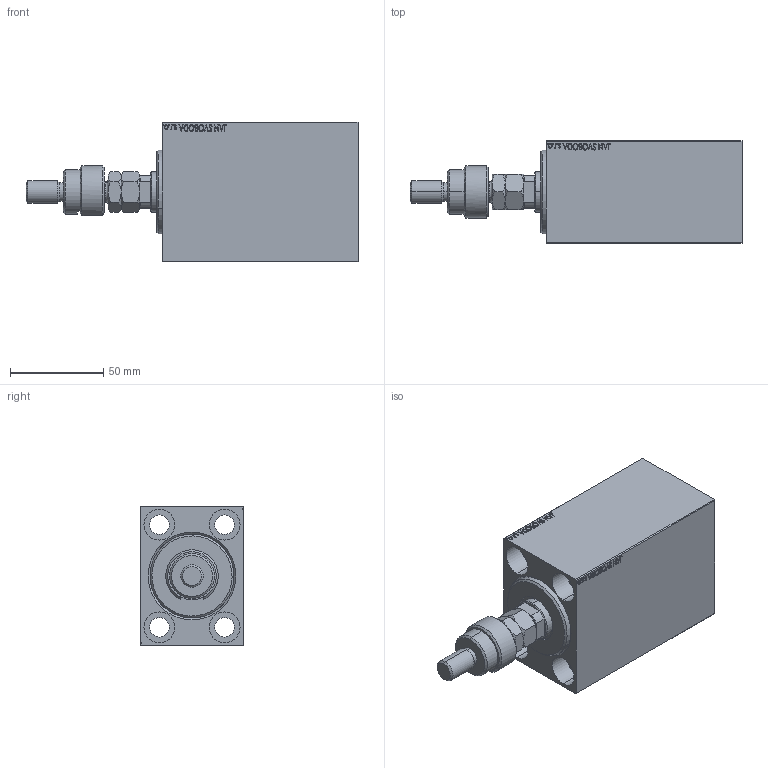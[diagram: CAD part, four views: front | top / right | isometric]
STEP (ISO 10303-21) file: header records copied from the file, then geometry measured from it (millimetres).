
FILE_DESCRIPTION (( 'STEP AP203' ), '1' );
FILE_NAME ('68fd.STEP', '2024-02-11T20:10:28', ( '' ), ( '' ), 'SwSTEP 2.0', 'SolidWorks 2019', '' );
FILE_SCHEMA (( 'CONFIG_CONTROL_DESIGN' ));
Length unit declared in the file: millimetre
Products named in the file (7): MFA f3cb381992e6be441d951b26a0dadeff; V450CM_C_Body f3cb381992e6be441d951b26a0dadeff; DFA f3cb381992e6be441d951b26a0dadeff; V450CM_VC_B f3cb381992e6be441d951b26a0dadeff; FEMALE_PART_FOR_DFA f3cb381992e6be441d951b26a0dadeff; 68fd; V450CM_C_VCP f3cb381992e6be441d951b26a0dadeff
Assembly tree (6 placements, depth 3):
  68fd
    V450CM_C_Body f3cb381992e6be441d951b26a0dadeff
    V450CM_C_VCP f3cb381992e6be441d951b26a0dadeff
    V450CM_VC_B f3cb381992e6be441d951b26a0dadeff
    DFA f3cb381992e6be441d951b26a0dadeff
      FEMALE_PART_FOR_DFA f3cb381992e6be441d951b26a0dadeff
      MFA f3cb381992e6be441d951b26a0dadeff
Bounding box: 178 x 55 x 75 mm (x, y, z)
Volume: 384188.6 mm3; surface area: 84302.2 mm2
Topology: 5 solids, 5 shells, 947 faces, 2392 edges, 1569 vertices
Faces by surface type: plane 436, bspline 380, cylinder 73, cone 54, torus 4
Entity records: 46827 total; most frequent: CARTESIAN_POINT 25862, ORIENTED_EDGE 4780, DIRECTION 2920, EDGE_CURVE 2390, VERTEX_POINT 1569, LINE 1362, VECTOR 1362, EDGE_LOOP 1077
